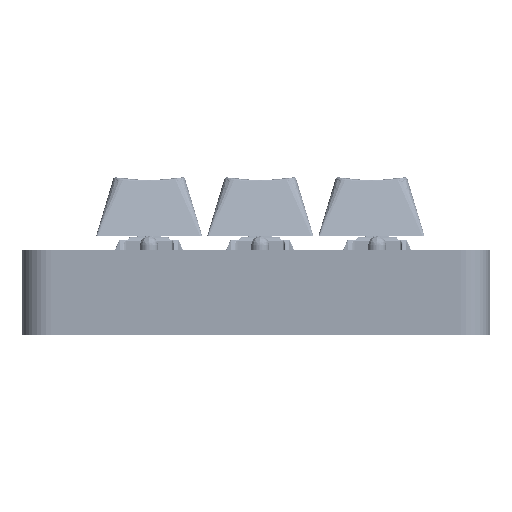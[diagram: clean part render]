
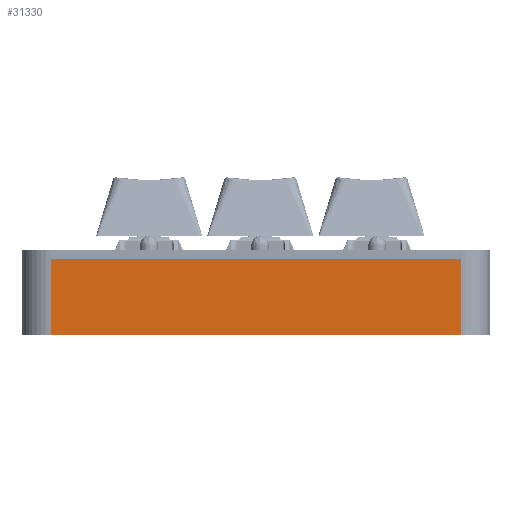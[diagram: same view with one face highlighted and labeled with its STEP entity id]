
A CAD part, front view. The second image highlights one B-rep face of the part: STEP entity #31330.
In plain terms, the highlighted planar face has unit normal (0, -1, 0).
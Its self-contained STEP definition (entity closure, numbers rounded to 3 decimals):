
#4025=FACE_OUTER_BOUND('',#6012,.T.);
#6012=EDGE_LOOP('',(#21123,#21124,#21125,#21126));
#8080=LINE('',#46609,#10711);
#8104=LINE('',#46691,#10735);
#8105=LINE('',#46694,#10736);
#8106=LINE('',#46695,#10737);
#10711=VECTOR('',#36951,10.);
#10735=VECTOR('',#37039,10.);
#10736=VECTOR('',#37042,10.);
#10737=VECTOR('',#37043,10.);
#13340=VERTEX_POINT('',#46606);
#13341=VERTEX_POINT('',#46608);
#13367=VERTEX_POINT('',#46689);
#13368=VERTEX_POINT('',#46693);
#16234=EDGE_CURVE('',#13340,#13341,#8080,.T.);
#16275=EDGE_CURVE('',#13367,#13341,#8104,.T.);
#16276=EDGE_CURVE('',#13368,#13367,#8105,.T.);
#16277=EDGE_CURVE('',#13368,#13340,#8106,.T.);
#21123=ORIENTED_EDGE('',*,*,#16276,.T.);
#21124=ORIENTED_EDGE('',*,*,#16275,.T.);
#21125=ORIENTED_EDGE('',*,*,#16234,.F.);
#21126=ORIENTED_EDGE('',*,*,#16277,.F.);
#30651=PLANE('',#33449);
#31330=ADVANCED_FACE('',(#4025),#30651,.T.);
#33449=AXIS2_PLACEMENT_3D('',#46692,#37040,#37041);
#36951=DIRECTION('',(1.,0.,0.));
#37039=DIRECTION('',(0.,0.,1.));
#37040=DIRECTION('center_axis',(0.,-1.,0.));
#37041=DIRECTION('ref_axis',(1.,0.,0.));
#37042=DIRECTION('',(1.,0.,0.));
#37043=DIRECTION('',(0.,0.,1.));
#46606=CARTESIAN_POINT('',(-5.,-10.,13.));
#46608=CARTESIAN_POINT('',(65.,-10.,13.));
#46609=CARTESIAN_POINT('',(-5.,-10.,13.));
#46689=CARTESIAN_POINT('',(65.,-10.,0.));
#46691=CARTESIAN_POINT('',(65.,-10.,0.));
#46692=CARTESIAN_POINT('Origin',(-5.,-10.,0.));
#46693=CARTESIAN_POINT('',(-5.,-10.,0.));
#46694=CARTESIAN_POINT('',(-5.,-10.,0.));
#46695=CARTESIAN_POINT('',(-5.,-10.,0.));
